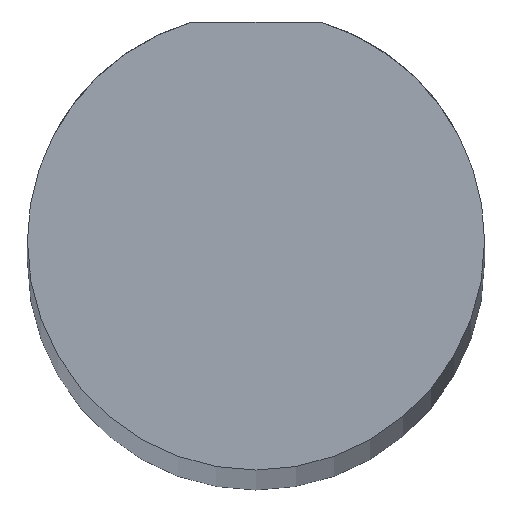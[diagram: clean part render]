
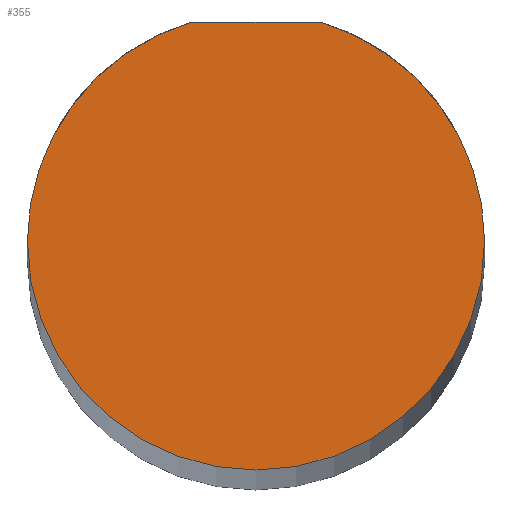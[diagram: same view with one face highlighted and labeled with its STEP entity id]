
A CAD part, top view. The second image highlights one B-rep face of the part: STEP entity #355.
In plain terms, the highlighted planar face has unit normal (0, 0, 1).
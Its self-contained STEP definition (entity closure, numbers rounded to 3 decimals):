
#355=ADVANCED_FACE('NONE',(#1024),#1025,.T.);
#1024=FACE_OUTER_BOUND('',#2004,.T.);
#1025=PLANE('',#2005);
#2004=EDGE_LOOP('',(#3629,#3630,#3631,#3632));
#2005=AXIS2_PLACEMENT_3D('',#3633,#3634,#3635);
#3629=ORIENTED_EDGE('',*,*,#6847,.F.);
#3630=ORIENTED_EDGE('',*,*,#6525,.T.);
#3631=ORIENTED_EDGE('',*,*,#6521,.T.);
#3632=ORIENTED_EDGE('',*,*,#6198,.T.);
#3633=CARTESIAN_POINT('',(0.0,0.0,250.0));
#3634=DIRECTION('',(0.0,0.0,1.0));
#3635=DIRECTION('',(1.0,-0.0,0.0));
#6198=EDGE_CURVE('NONE',#7489,#7490,#7491,.T.);
#6521=EDGE_CURVE('NONE',#8134,#7489,#8135,.T.);
#6525=EDGE_CURVE('NONE',#8140,#8134,#8141,.T.);
#6847=EDGE_CURVE('NONE',#8140,#7490,#8782,.T.);
#7489=VERTEX_POINT('NONE',#9424);
#7490=VERTEX_POINT('NONE',#9425);
#7491=CIRCLE('',#9426,5.0);
#8134=VERTEX_POINT('NONE',#11820);
#8135=CIRCLE('',#11821,5.0);
#8140=VERTEX_POINT('NONE',#11827);
#8141=CIRCLE('',#11828,5.0);
#8782=LINE('',#14219,#14220);
#9424=CARTESIAN_POINT('',(5.0,0.,250.0));
#9425=CARTESIAN_POINT('',(1.4,4.8,250.0));
#9426=AXIS2_PLACEMENT_3D('',#15180,#15181,#15182);
#11820=CARTESIAN_POINT('',(-5.0,0.0,250.0));
#11821=AXIS2_PLACEMENT_3D('',#15347,#15348,#15349);
#11827=CARTESIAN_POINT('',(-1.4,4.8,250.0));
#11828=AXIS2_PLACEMENT_3D('',#15354,#15355,#15356);
#14219=CARTESIAN_POINT('',(0.0,4.8,250.0));
#14220=VECTOR('',#15520,1000.0);
#15180=CARTESIAN_POINT('',(0.0,0.0,250.0));
#15181=DIRECTION('',(0.0,0.0,1.0));
#15182=DIRECTION('',(1.0,0.0,0.0));
#15347=CARTESIAN_POINT('',(0.0,0.0,250.0));
#15348=DIRECTION('',(0.0,0.0,1.0));
#15349=DIRECTION('',(1.0,0.0,0.0));
#15354=CARTESIAN_POINT('',(0.0,0.0,250.0));
#15355=DIRECTION('',(0.0,0.0,1.0));
#15356=DIRECTION('',(1.0,0.0,0.0));
#15520=DIRECTION('',(1.0,0.0,-0.0));
